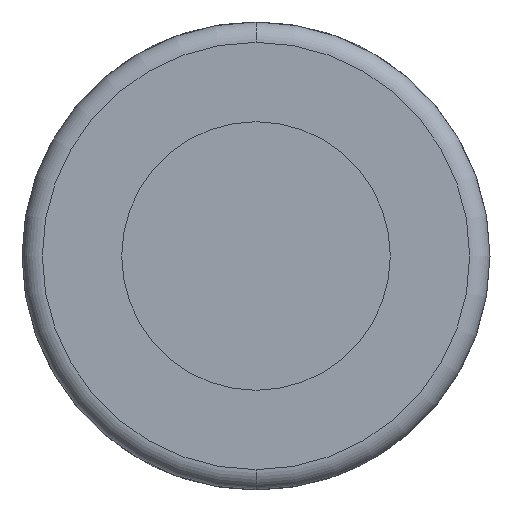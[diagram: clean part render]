
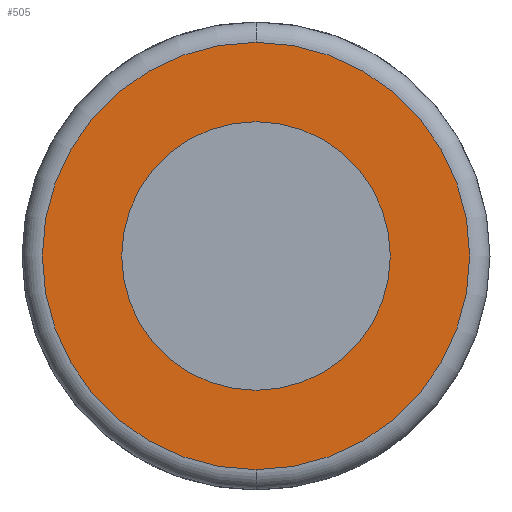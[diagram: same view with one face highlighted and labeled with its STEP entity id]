
A CAD part, front view. The second image highlights one B-rep face of the part: STEP entity #505.
In plain terms, the highlighted planar face has unit normal (0, -1, 0).
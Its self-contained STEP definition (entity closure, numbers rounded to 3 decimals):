
#1 = CARTESIAN_POINT ( 'NONE',  ( 0., -1450., 105. ) ) ;
#24 = EDGE_CURVE ( 'NONE', #243, #508, #77, .T. ) ;
#33 = EDGE_LOOP ( 'NONE', ( #390, #545 ) ) ;
#61 = PLANE ( 'NONE',  #397 ) ;
#62 = CARTESIAN_POINT ( 'NONE',  ( 0., -1450., 0. ) ) ;
#71 = DIRECTION ( 'NONE',  ( 0., 1., 0. ) ) ;
#77 = CIRCLE ( 'NONE', #213, 66. ) ;
#118 = EDGE_CURVE ( 'NONE', #531, #392, #364, .T. ) ;
#129 = DIRECTION ( 'NONE',  ( 0., -1., 0. ) ) ;
#138 = AXIS2_PLACEMENT_3D ( 'NONE', #466, #129, #234 ) ;
#168 = EDGE_CURVE ( 'NONE', #392, #531, #559, .T. ) ;
#213 = AXIS2_PLACEMENT_3D ( 'NONE', #62, #71, #451 ) ;
#214 = FACE_BOUND ( 'NONE', #33, .T. ) ;
#234 = DIRECTION ( 'NONE',  ( 0., 0., 1. ) ) ;
#243 = VERTEX_POINT ( 'NONE', #541 ) ;
#249 = CARTESIAN_POINT ( 'NONE',  ( 0., -1450., 0. ) ) ;
#254 = DIRECTION ( 'NONE',  ( -1., 0., 0. ) ) ;
#264 = DIRECTION ( 'NONE',  ( 0., 1., 0. ) ) ;
#286 = DIRECTION ( 'NONE',  ( 0., -1., 0. ) ) ;
#306 = AXIS2_PLACEMENT_3D ( 'NONE', #573, #286, #369 ) ;
#311 = CARTESIAN_POINT ( 'NONE',  ( 0., -1450., 0. ) ) ;
#364 = CIRCLE ( 'NONE', #306, 105. ) ;
#369 = DIRECTION ( 'NONE',  ( 0., 0., 1. ) ) ;
#374 = EDGE_CURVE ( 'NONE', #508, #243, #425, .T. ) ;
#390 = ORIENTED_EDGE ( 'NONE', *, *, #24, .T. ) ;
#392 = VERTEX_POINT ( 'NONE', #592 ) ;
#397 = AXIS2_PLACEMENT_3D ( 'NONE', #311, #264, #402 ) ;
#402 = DIRECTION ( 'NONE',  ( 0., 0., 1. ) ) ;
#425 = CIRCLE ( 'NONE', #427, 66. ) ;
#427 = AXIS2_PLACEMENT_3D ( 'NONE', #249, #442, #254 ) ;
#430 = EDGE_LOOP ( 'NONE', ( #519, #476 ) ) ;
#442 = DIRECTION ( 'NONE',  ( 0., 1., 0. ) ) ;
#451 = DIRECTION ( 'NONE',  ( -1., 0., 0. ) ) ;
#455 = CARTESIAN_POINT ( 'NONE',  ( 66., -1450., 0. ) ) ;
#466 = CARTESIAN_POINT ( 'NONE',  ( 0., -1450., 0. ) ) ;
#476 = ORIENTED_EDGE ( 'NONE', *, *, #168, .T. ) ;
#495 = FACE_OUTER_BOUND ( 'NONE', #430, .T. ) ;
#505 = ADVANCED_FACE ( 'NONE', ( #495, #214 ), #61, .F. ) ;
#508 = VERTEX_POINT ( 'NONE', #455 ) ;
#519 = ORIENTED_EDGE ( 'NONE', *, *, #118, .T. ) ;
#531 = VERTEX_POINT ( 'NONE', #1 ) ;
#541 = CARTESIAN_POINT ( 'NONE',  ( -66., -1450., 0. ) ) ;
#545 = ORIENTED_EDGE ( 'NONE', *, *, #374, .T. ) ;
#559 = CIRCLE ( 'NONE', #138, 105. ) ;
#573 = CARTESIAN_POINT ( 'NONE',  ( 0., -1450., 0. ) ) ;
#592 = CARTESIAN_POINT ( 'NONE',  ( 0., -1450., -105. ) ) ;
